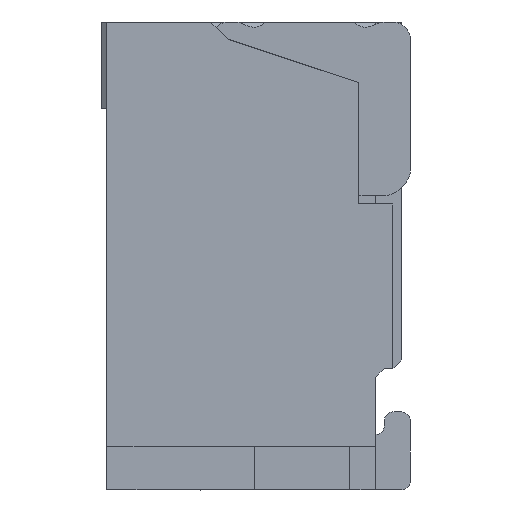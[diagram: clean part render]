
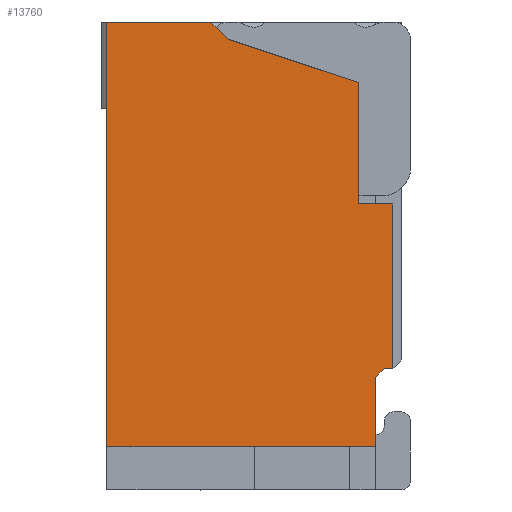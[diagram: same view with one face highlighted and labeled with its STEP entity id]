
A CAD part, left-side view. The second image highlights one B-rep face of the part: STEP entity #13760.
In plain terms, the highlighted planar face has unit normal (-1, 0, 0).
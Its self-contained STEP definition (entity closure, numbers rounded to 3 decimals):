
#11570=CARTESIAN_POINT('',(-17.5,0.05,1.65));
#11580=VERTEX_POINT('',#11570);
#11610=CARTESIAN_POINT('',(-17.5,0.25,1.65));
#11620=DIRECTION('',(0.,-1.,0.));
#11630=VECTOR('',#11620,0.2);
#11640=LINE('',#11610,#11630);
#11650=CARTESIAN_POINT('',(-17.5,0.25,1.65));
#11660=VERTEX_POINT('',#11650);
#11670=EDGE_CURVE('',#11660,#11580,#11640,.T.);
#12900=CARTESIAN_POINT('',(-17.5,0.049,2.701));
#12910=DIRECTION('',(-1.,0.,0.));
#12920=DIRECTION('',(0.,1.,0.));
#12930=AXIS2_PLACEMENT_3D('',#12900,#12910,#12920);
#12940=PLANE('',#12930);
#12950=CARTESIAN_POINT('',(-17.5,1.,2.6));
#12960=DIRECTION('',(0.,0.707,0.707));
#12970=VECTOR('',#12960,0.141);
#12980=LINE('',#12950,#12970);
#12990=CARTESIAN_POINT('',(-17.5,1.,2.6));
#13000=VERTEX_POINT('',#12990);
#13010=CARTESIAN_POINT('',(-17.5,1.1,2.7));
#13020=VERTEX_POINT('',#13010);
#13030=EDGE_CURVE('',#13000,#13020,#12980,.T.);
#13040=ORIENTED_EDGE('',*,*,#13030,.T.);
#13050=CARTESIAN_POINT('',(-17.5,0.25,2.35));
#13060=DIRECTION('',(0.,0.949,0.316));
#13070=VECTOR('',#13060,0.791);
#13080=LINE('',#13050,#13070);
#13090=CARTESIAN_POINT('',(-17.5,0.25,2.35));
#13100=VERTEX_POINT('',#13090);
#13110=EDGE_CURVE('',#13100,#13000,#13080,.T.);
#13120=ORIENTED_EDGE('',*,*,#13110,.T.);
#13130=CARTESIAN_POINT('',(-17.5,0.25,2.35));
#13140=DIRECTION('',(0.,0.,-1.));
#13150=VECTOR('',#13140,0.7);
#13160=LINE('',#13130,#13150);
#13170=EDGE_CURVE('',#13100,#11660,#13160,.T.);
#13180=ORIENTED_EDGE('',*,*,#13170,.F.);
#13190=ORIENTED_EDGE('',*,*,#11670,.F.);
#13200=CARTESIAN_POINT('',(-17.5,0.05,1.65));
#13210=DIRECTION('',(0.,0.,-1.));
#13220=VECTOR('',#13210,0.95);
#13230=LINE('',#13200,#13220);
#13240=CARTESIAN_POINT('',(-17.5,0.05,0.7));
#13250=VERTEX_POINT('',#13240);
#13260=EDGE_CURVE('',#11580,#13250,#13230,.T.);
#13270=ORIENTED_EDGE('',*,*,#13260,.F.);
#13280=CARTESIAN_POINT('',(-17.5,0.05,0.7));
#13290=DIRECTION('',(0.,1.,0.));
#13300=VECTOR('',#13290,0.05);
#13310=LINE('',#13280,#13300);
#13320=CARTESIAN_POINT('',(-17.5,0.1,0.7));
#13330=VERTEX_POINT('',#13320);
#13340=EDGE_CURVE('',#13250,#13330,#13310,.T.);
#13350=ORIENTED_EDGE('',*,*,#13340,.F.);
#13360=CARTESIAN_POINT('',(-17.5,0.15,0.65));
#13370=DIRECTION('',(0.,-0.707,0.707));
#13380=VECTOR('',#13370,0.071);
#13390=LINE('',#13360,#13380);
#13400=CARTESIAN_POINT('',(-17.5,0.15,0.65));
#13410=VERTEX_POINT('',#13400);
#13420=EDGE_CURVE('',#13410,#13330,#13390,.T.);
#13430=ORIENTED_EDGE('',*,*,#13420,.T.);
#13440=CARTESIAN_POINT('',(-17.5,0.15,0.));
#13450=DIRECTION('',(0.,0.,-1.));
#13460=VECTOR('',#13450,1.);
#13470=LINE('',#13440,#13460);
#13480=CARTESIAN_POINT('',(-17.5,0.15,0.25));
#13490=VERTEX_POINT('',#13480);
#13500=EDGE_CURVE('',#13410,#13490,#13470,.T.);
#13510=ORIENTED_EDGE('',*,*,#13500,.F.);
#13520=CARTESIAN_POINT('',(-17.5,0.,0.25));
#13530=DIRECTION('',(0.,-1.,0.));
#13540=VECTOR('',#13530,1.);
#13550=LINE('',#13520,#13540);
#13560=CARTESIAN_POINT('',(-17.5,1.7,0.25));
#13570=VERTEX_POINT('',#13560);
#13580=EDGE_CURVE('',#13570,#13490,#13550,.T.);
#13590=ORIENTED_EDGE('',*,*,#13580,.T.);
#13600=CARTESIAN_POINT('',(-17.5,1.7,0.));
#13610=DIRECTION('',(0.,0.,-1.));
#13620=VECTOR('',#13610,1.);
#13630=LINE('',#13600,#13620);
#13640=CARTESIAN_POINT('',(-17.5,1.7,2.7));
#13650=VERTEX_POINT('',#13640);
#13660=EDGE_CURVE('',#13650,#13570,#13630,.T.);
#13670=ORIENTED_EDGE('',*,*,#13660,.T.);
#13680=CARTESIAN_POINT('',(-17.5,1.7,2.7));
#13690=DIRECTION('',(0.,-1.,0.));
#13700=VECTOR('',#13690,0.6);
#13710=LINE('',#13680,#13700);
#13720=EDGE_CURVE('',#13650,#13020,#13710,.T.);
#13730=ORIENTED_EDGE('',*,*,#13720,.F.);
#13740=EDGE_LOOP('',(#13730,#13670,#13590,#13510,#13430,#13350,#13270,
#13190,#13180,#13120,#13040));
#13750=FACE_OUTER_BOUND('',#13740,.T.);
#13760=ADVANCED_FACE('',(#13750),#12940,.T.);
